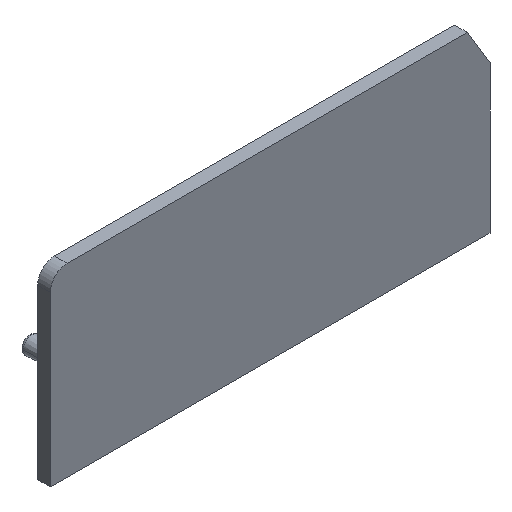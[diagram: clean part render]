
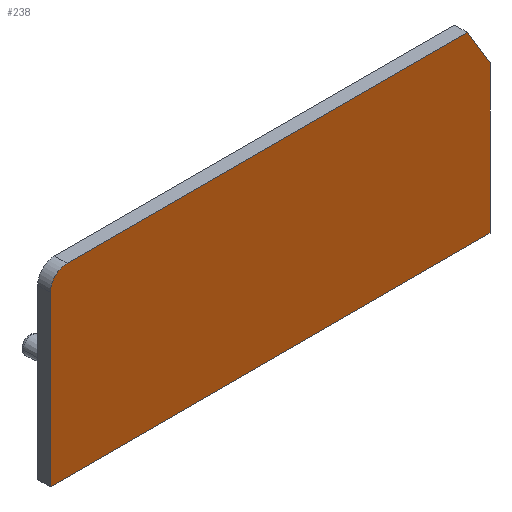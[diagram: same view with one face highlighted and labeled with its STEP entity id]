
A CAD part, isometric view. The second image highlights one B-rep face of the part: STEP entity #238.
In plain terms, the highlighted planar face has unit normal (0, -1, 0).
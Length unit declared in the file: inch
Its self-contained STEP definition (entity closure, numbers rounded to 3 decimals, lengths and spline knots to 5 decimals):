
#1=CARTESIAN_POINT('',(-24.1,0.,9.));
#2=DIRECTION('',(0.,1.,0.));
#3=DIRECTION('',(-1.,0.,0.));
#4=AXIS2_PLACEMENT_3D('',#1,#2,#3);
#6=DIRECTION('',(1.,0.,0.));
#7=VECTOR('',#6,47.5);
#8=CARTESIAN_POINT('',(-24.1,0.,11.));
#9=LINE('',#8,#7);
#10=DIRECTION('',(0.514,0.,-0.857));
#11=VECTOR('',#10,5.24786);
#12=CARTESIAN_POINT('',(23.4,0.,11.));
#13=LINE('',#12,#11);
#14=DIRECTION('',(0.,0.,-1.));
#15=VECTOR('',#14,17.5);
#16=CARTESIAN_POINT('',(26.1,0.,6.5));
#17=LINE('',#16,#15);
#18=DIRECTION('',(-1.,0.,0.));
#19=VECTOR('',#18,52.2);
#20=CARTESIAN_POINT('',(26.1,0.,-11.));
#21=LINE('',#20,#19);
#22=DIRECTION('',(0.,0.,1.));
#23=VECTOR('',#22,20.);
#24=CARTESIAN_POINT('',(-26.1,0.,-11.));
#25=LINE('',#24,#23);
#171=CARTESIAN_POINT('',(-26.1,0.,9.));
#172=CARTESIAN_POINT('',(-24.1,0.,11.));
#173=VERTEX_POINT('',#171);
#174=VERTEX_POINT('',#172);
#175=CARTESIAN_POINT('',(23.4,0.,11.));
#176=VERTEX_POINT('',#175);
#177=CARTESIAN_POINT('',(26.1,0.,6.5));
#178=VERTEX_POINT('',#177);
#179=CARTESIAN_POINT('',(26.1,0.,-11.));
#180=VERTEX_POINT('',#179);
#181=CARTESIAN_POINT('',(-26.1,0.,-11.));
#182=VERTEX_POINT('',#181);
#219=CARTESIAN_POINT('',(0.,0.,0.));
#220=DIRECTION('',(0.,1.,0.));
#221=DIRECTION('',(1.,0.,0.));
#222=AXIS2_PLACEMENT_3D('',#219,#220,#221);
#223=PLANE('',#222);
#225=ORIENTED_EDGE('',*,*,#224,.T.);
#227=ORIENTED_EDGE('',*,*,#226,.T.);
#229=ORIENTED_EDGE('',*,*,#228,.T.);
#231=ORIENTED_EDGE('',*,*,#230,.T.);
#233=ORIENTED_EDGE('',*,*,#232,.T.);
#235=ORIENTED_EDGE('',*,*,#234,.T.);
#236=EDGE_LOOP('',(#225,#227,#229,#231,#233,#235));
#237=FACE_OUTER_BOUND('',#236,.F.);
#238=ADVANCED_FACE('',(#237),#223,.F.);
#5=CIRCLE('',#4,2.);
#224=EDGE_CURVE('',#173,#174,#5,.T.);
#226=EDGE_CURVE('',#174,#176,#9,.T.);
#228=EDGE_CURVE('',#176,#178,#13,.T.);
#230=EDGE_CURVE('',#178,#180,#17,.T.);
#232=EDGE_CURVE('',#180,#182,#21,.T.);
#234=EDGE_CURVE('',#182,#173,#25,.T.);
